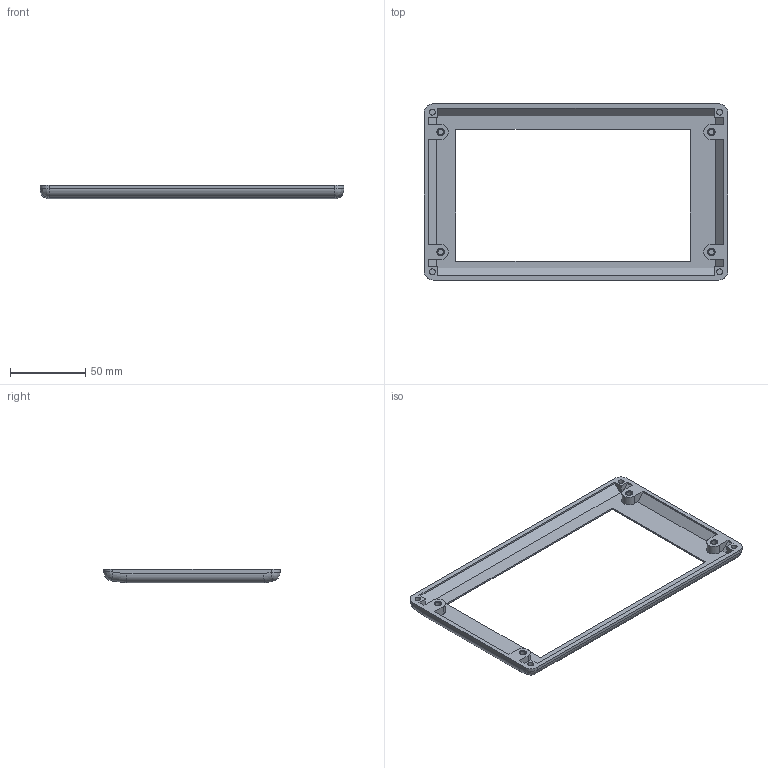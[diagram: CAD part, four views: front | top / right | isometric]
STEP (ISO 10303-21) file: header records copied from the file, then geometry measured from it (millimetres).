
FILE_DESCRIPTION(('STEP AP214'), '1');
FILE_NAME('Front_panel', '', ('UNSPECIFIED'), ('UNSPECIFIED'), 'C3D Converter', 'C3D Toolkit', '');
FILE_SCHEMA(('AUTOMOTIVE_DESIGN { 1 0 10303 214 3 1 1}'));
Length unit declared in the file: millimetre
Bounding box: 202.5 x 117.4 x 9.1 mm (x, y, z)
Volume: 40841 mm3; surface area: 27895 mm2
Topology: 1 solids, 1 shells, 103 faces, 247 edges, 154 vertices
Faces by surface type: plane 67, cylinder 32, bspline 4
Full cylindrical faces by diameter (mm): 3.8 x4, 3.9 x4, 5 x4
Entity records: 4023 total; most frequent: CARTESIAN_POINT 829, DIRECTION 471, ORIENTED_EDGE 462, EDGE_CURVE 231, LINE 171, VECTOR 171, VERTEX_POINT 154, AXIS2_PLACEMENT_3D 150
